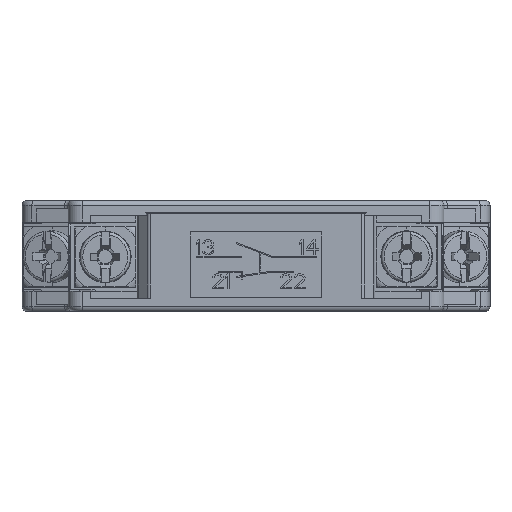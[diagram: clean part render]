
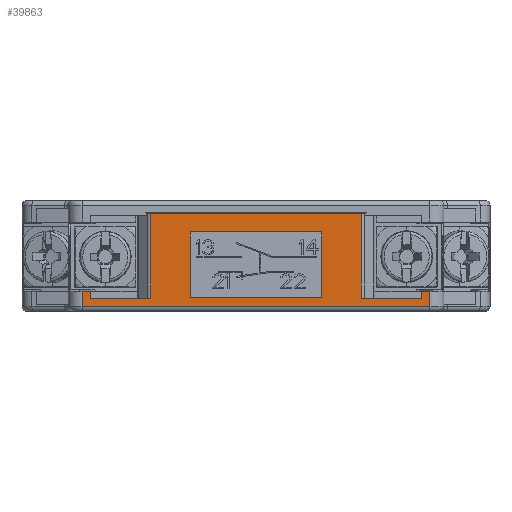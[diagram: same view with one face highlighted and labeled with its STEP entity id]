
A CAD part, front view. The second image highlights one B-rep face of the part: STEP entity #39863.
In plain terms, the highlighted planar face has unit normal (0, -1, 0).
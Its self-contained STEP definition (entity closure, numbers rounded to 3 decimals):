
#3411=DIRECTION('',(1.,0.,0.));
#3412=VECTOR('',#3411,22.408);
#3413=CARTESIAN_POINT('',(-11.204,-29.85,0.));
#3414=LINE('',#3413,#3412);
#3565=DIRECTION('',(1.,0.,0.));
#3566=VECTOR('',#3565,0.9);
#3567=CARTESIAN_POINT('',(-18.525,-29.85,-8.3));
#3568=LINE('',#3567,#3566);
#7252=DIRECTION('',(1.,0.,0.));
#7253=VECTOR('',#7252,37.05);
#7254=CARTESIAN_POINT('',(-18.525,-29.85,-9.95));
#7255=LINE('',#7254,#7253);
#7256=DIRECTION('',(0.,0.,1.));
#7257=VECTOR('',#7256,1.65);
#7258=CARTESIAN_POINT('',(-18.525,-29.85,-9.95));
#7259=LINE('',#7258,#7257);
#7260=DIRECTION('',(0.,0.,-1.));
#7261=VECTOR('',#7260,0.75);
#7262=CARTESIAN_POINT('',(-17.625,-29.85,-8.3));
#7263=LINE('',#7262,#7261);
#7264=DIRECTION('',(1.,0.,0.));
#7265=VECTOR('',#7264,6.421);
#7266=CARTESIAN_POINT('',(-17.625,-29.85,-9.05));
#7267=LINE('',#7266,#7265);
#7268=DIRECTION('',(1.,0.,0.));
#7269=VECTOR('',#7268,6.421);
#7270=CARTESIAN_POINT('',(11.204,-29.85,-9.05));
#7271=LINE('',#7270,#7269);
#7272=DIRECTION('',(0.,0.,-1.));
#7273=VECTOR('',#7272,0.75);
#7274=CARTESIAN_POINT('',(17.625,-29.85,-8.3));
#7275=LINE('',#7274,#7273);
#7276=DIRECTION('',(0.,0.,-1.));
#7277=VECTOR('',#7276,7.);
#7278=CARTESIAN_POINT('',(-7.,-29.85,-2.));
#7279=LINE('',#7278,#7277);
#7280=DIRECTION('',(1.,0.,0.));
#7281=VECTOR('',#7280,14.);
#7282=CARTESIAN_POINT('',(-7.,-29.85,-9.));
#7283=LINE('',#7282,#7281);
#7284=DIRECTION('',(0.,0.,1.));
#7285=VECTOR('',#7284,7.);
#7286=CARTESIAN_POINT('',(7.,-29.85,-9.));
#7287=LINE('',#7286,#7285);
#7288=DIRECTION('',(-1.,0.,0.));
#7289=VECTOR('',#7288,14.);
#7290=CARTESIAN_POINT('',(7.,-29.85,-2.));
#7291=LINE('',#7290,#7289);
#12869=DIRECTION('',(0.,0.,1.));
#12870=VECTOR('',#12869,1.65);
#12871=CARTESIAN_POINT('',(18.525,-29.85,-9.95));
#12872=LINE('',#12871,#12870);
#12890=DIRECTION('',(1.,0.,0.));
#12891=VECTOR('',#12890,0.9);
#12892=CARTESIAN_POINT('',(17.625,-29.85,-8.3));
#12893=LINE('',#12892,#12891);
#13017=DIRECTION('',(0.,0.,1.));
#13018=VECTOR('',#13017,9.05);
#13019=CARTESIAN_POINT('',(11.204,-29.85,-9.05));
#13020=LINE('',#13019,#13018);
#16279=DIRECTION('',(0.,0.,-1.));
#16280=VECTOR('',#16279,9.05);
#16281=CARTESIAN_POINT('',(-11.204,-29.85,0.));
#16282=LINE('',#16281,#16280);
#23858=CARTESIAN_POINT('',(-11.204,-29.85,0.));
#23859=VERTEX_POINT('',#23858);
#23860=CARTESIAN_POINT('',(11.204,-29.85,0.));
#23861=VERTEX_POINT('',#23860);
#24251=CARTESIAN_POINT('',(-18.525,-29.85,-8.3));
#24253=VERTEX_POINT('',#24251);
#24420=CARTESIAN_POINT('',(-18.525,-29.85,-9.95));
#24421=CARTESIAN_POINT('',(18.525,-29.85,-9.95));
#24422=VERTEX_POINT('',#24420);
#24423=VERTEX_POINT('',#24421);
#24615=CARTESIAN_POINT('',(-7.,-29.85,-2.));
#24616=CARTESIAN_POINT('',(-7.,-29.85,-9.));
#24617=VERTEX_POINT('',#24615);
#24618=VERTEX_POINT('',#24616);
#24619=CARTESIAN_POINT('',(7.,-29.85,-9.));
#24620=VERTEX_POINT('',#24619);
#24621=CARTESIAN_POINT('',(7.,-29.85,-2.));
#24622=VERTEX_POINT('',#24621);
#24623=CARTESIAN_POINT('',(18.525,-29.85,-8.3));
#24625=VERTEX_POINT('',#24623);
#24639=CARTESIAN_POINT('',(-17.625,-29.85,-9.05));
#24640=CARTESIAN_POINT('',(-11.204,-29.85,-9.05));
#24641=VERTEX_POINT('',#24639);
#24642=VERTEX_POINT('',#24640);
#24643=CARTESIAN_POINT('',(11.204,-29.85,-9.05));
#24644=CARTESIAN_POINT('',(17.625,-29.85,-9.05));
#24645=VERTEX_POINT('',#24643);
#24646=VERTEX_POINT('',#24644);
#24647=CARTESIAN_POINT('',(-17.625,-29.85,-8.3));
#24648=VERTEX_POINT('',#24647);
#24649=CARTESIAN_POINT('',(17.625,-29.85,-8.3));
#24650=VERTEX_POINT('',#24649);
#39826=CARTESIAN_POINT('',(-20.025,-29.85,-10.5));
#39827=DIRECTION('',(0.,-1.,0.));
#39828=DIRECTION('',(1.,0.,0.));
#39829=AXIS2_PLACEMENT_3D('',#39826,#39827,#39828);
#39830=PLANE('',#39829);
#39831=ORIENTED_EDGE('',*,*,#39810,.F.);
#39833=ORIENTED_EDGE('',*,*,#39832,.T.);
#39834=ORIENTED_EDGE('',*,*,#33824,.T.);
#39835=ORIENTED_EDGE('',*,*,#33742,.T.);
#39837=ORIENTED_EDGE('',*,*,#39836,.T.);
#39839=ORIENTED_EDGE('',*,*,#39838,.F.);
#39840=ORIENTED_EDGE('',*,*,#33516,.T.);
#39842=ORIENTED_EDGE('',*,*,#39841,.F.);
#39844=ORIENTED_EDGE('',*,*,#39843,.T.);
#39846=ORIENTED_EDGE('',*,*,#39845,.F.);
#39848=ORIENTED_EDGE('',*,*,#39847,.T.);
#39850=ORIENTED_EDGE('',*,*,#39849,.F.);
#39851=EDGE_LOOP('',(#39831,#39833,#39834,#39835,#39837,#39839,#39840,#39842,
#39844,#39846,#39848,#39850));
#39852=FACE_OUTER_BOUND('',#39851,.F.);
#39854=ORIENTED_EDGE('',*,*,#39853,.T.);
#39856=ORIENTED_EDGE('',*,*,#39855,.T.);
#39858=ORIENTED_EDGE('',*,*,#39857,.T.);
#39860=ORIENTED_EDGE('',*,*,#39859,.T.);
#39861=EDGE_LOOP('',(#39854,#39856,#39858,#39860));
#39862=FACE_BOUND('',#39861,.F.);
#33516=EDGE_CURVE('',#23859,#23861,#3414,.T.);
#33742=EDGE_CURVE('',#24648,#24641,#7263,.T.);
#33824=EDGE_CURVE('',#24253,#24648,#3568,.T.);
#39810=EDGE_CURVE('',#24422,#24423,#7255,.T.);
#39832=EDGE_CURVE('',#24422,#24253,#7259,.T.);
#39836=EDGE_CURVE('',#24641,#24642,#7267,.T.);
#39838=EDGE_CURVE('',#23859,#24642,#16282,.T.);
#39841=EDGE_CURVE('',#24645,#23861,#13020,.T.);
#39843=EDGE_CURVE('',#24645,#24646,#7271,.T.);
#39845=EDGE_CURVE('',#24650,#24646,#7275,.T.);
#39847=EDGE_CURVE('',#24650,#24625,#12893,.T.);
#39849=EDGE_CURVE('',#24423,#24625,#12872,.T.);
#39853=EDGE_CURVE('',#24617,#24618,#7279,.T.);
#39855=EDGE_CURVE('',#24618,#24620,#7283,.T.);
#39857=EDGE_CURVE('',#24620,#24622,#7287,.T.);
#39859=EDGE_CURVE('',#24622,#24617,#7291,.T.);
#39863=ADVANCED_FACE('',(#39852,#39862),#39830,.T.);
